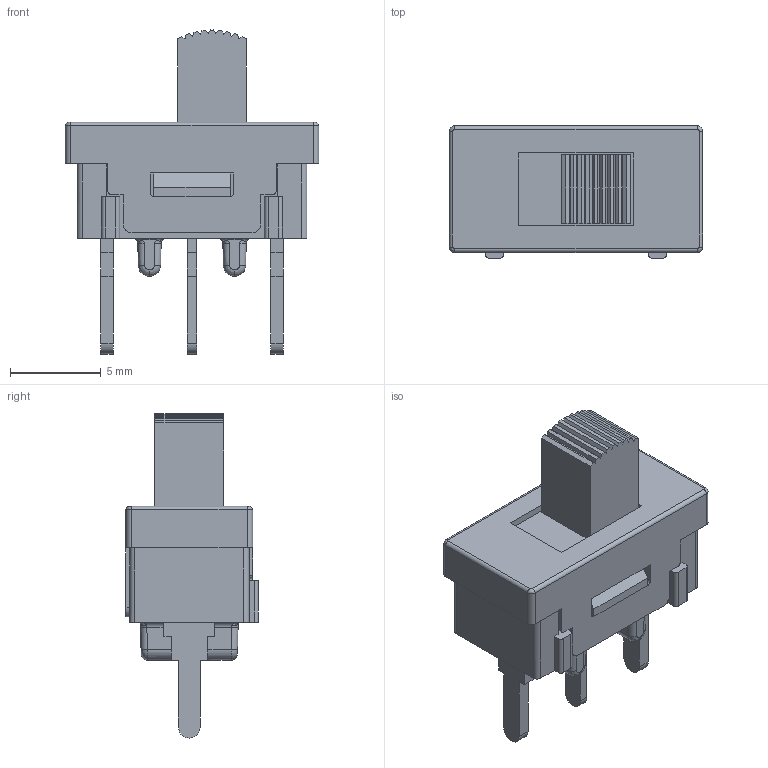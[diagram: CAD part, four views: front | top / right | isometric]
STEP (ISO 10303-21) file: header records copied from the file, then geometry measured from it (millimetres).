
FILE_DESCRIPTION( ( 'STEP AP203' ), '1' );
FILE_NAME( ' ', ' ', ( ' ' ), ( ' ' ), 'XStep 1.0', ' ', ' ' );
FILE_SCHEMA( ( 'CONFIG_CONTROL_DESIGN' ) );
Length unit declared in the file: millimetre
Products named in the file (1): 1
Bounding box: 14 x 7.3 x 17.9 mm (x, y, z)
Volume: 681.9 mm3; surface area: 954.2 mm2
Topology: 1 solids, 1 shells, 234 faces, 654 edges, 412 vertices
Faces by surface type: plane 152, cylinder 54, bspline 28
Entity records: 9276 total; most frequent: CARTESIAN_POINT 3283, ORIENTED_EDGE 1292, DIRECTION 1178, EDGE_CURVE 646, LINE 492, VECTOR 492, VERTEX_POINT 412, AXIS2_PLACEMENT_3D 343
